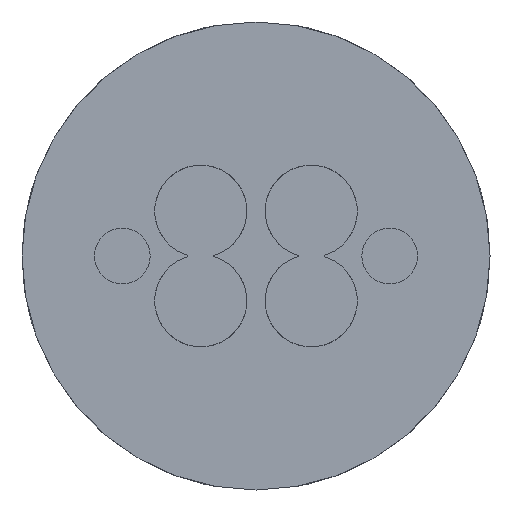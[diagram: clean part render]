
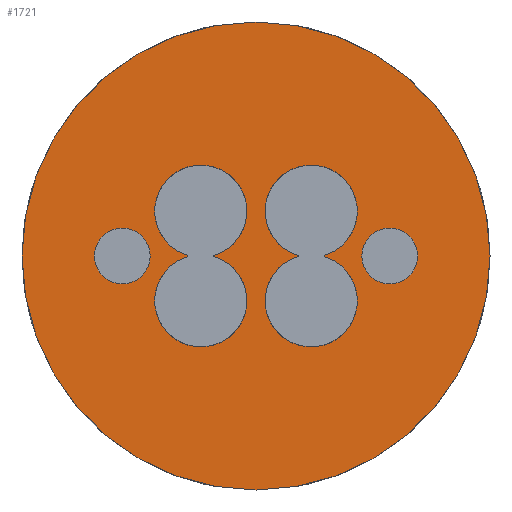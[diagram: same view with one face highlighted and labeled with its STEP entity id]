
A CAD part, left-side view. The second image highlights one B-rep face of the part: STEP entity #1721.
In plain terms, the highlighted planar face has unit normal (-1, 0, 0).
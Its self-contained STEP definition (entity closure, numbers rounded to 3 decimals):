
#43=CARTESIAN_POINT('',(0.,0.,0.));
#44=DIRECTION('',(1.,0.,0.));
#45=DIRECTION('',(0.,0.,1.));
#46=AXIS2_PLACEMENT_3D('',#43,#44,#45);
#52=CARTESIAN_POINT('',(0.,0.,0.));
#53=DIRECTION('',(1.,0.,0.));
#54=DIRECTION('',(0.,0.,-1.));
#55=AXIS2_PLACEMENT_3D('',#52,#53,#54);
#60=CARTESIAN_POINT('',(0.,20.,0.));
#61=DIRECTION('',(-1.,0.,0.));
#62=DIRECTION('',(0.,0.,1.));
#63=AXIS2_PLACEMENT_3D('',#60,#61,#62);
#68=CARTESIAN_POINT('',(0.,20.,0.));
#69=DIRECTION('',(-1.,0.,0.));
#70=DIRECTION('',(0.,0.,-1.));
#71=AXIS2_PLACEMENT_3D('',#68,#69,#70);
#76=CARTESIAN_POINT('',(0.,-20.,0.));
#77=DIRECTION('',(-1.,0.,0.));
#78=DIRECTION('',(0.,0.,1.));
#79=AXIS2_PLACEMENT_3D('',#76,#77,#78);
#84=CARTESIAN_POINT('',(0.,-20.,0.));
#85=DIRECTION('',(-1.,0.,0.));
#86=DIRECTION('',(0.,0.,-1.));
#87=AXIS2_PLACEMENT_3D('',#84,#85,#86);
#92=CARTESIAN_POINT('',(0.,6.223,0.));
#93=DIRECTION('',(-1.,0.,0.));
#94=DIRECTION('',(0.,0.29,0.957));
#95=AXIS2_PLACEMENT_3D('',#92,#93,#94);
#100=CARTESIAN_POINT('',(0.,8.25,6.7));
#101=DIRECTION('',(-1.,0.,0.));
#102=DIRECTION('',(0.,-0.29,-0.957));
#103=AXIS2_PLACEMENT_3D('',#100,#101,#102);
#108=CARTESIAN_POINT('',(0.,10.277,0.));
#109=DIRECTION('',(-1.,0.,0.));
#110=DIRECTION('',(0.,-0.29,-0.957));
#111=AXIS2_PLACEMENT_3D('',#108,#109,#110);
#116=CARTESIAN_POINT('',(0.,8.25,-6.7));
#117=DIRECTION('',(-1.,0.,0.));
#118=DIRECTION('',(0.,0.29,0.957));
#119=AXIS2_PLACEMENT_3D('',#116,#117,#118);
#124=CARTESIAN_POINT('',(0.,-6.223,0.));
#125=DIRECTION('',(-1.,0.,0.));
#126=DIRECTION('',(0.,-0.29,-0.957));
#127=AXIS2_PLACEMENT_3D('',#124,#125,#126);
#132=CARTESIAN_POINT('',(0.,-8.25,-6.7));
#133=DIRECTION('',(-1.,0.,0.));
#134=DIRECTION('',(0.,0.29,0.957));
#135=AXIS2_PLACEMENT_3D('',#132,#133,#134);
#140=CARTESIAN_POINT('',(0.,-10.277,0.));
#141=DIRECTION('',(-1.,0.,0.));
#142=DIRECTION('',(0.,0.29,0.957));
#143=AXIS2_PLACEMENT_3D('',#140,#141,#142);
#148=CARTESIAN_POINT('',(0.,-8.25,6.7));
#149=DIRECTION('',(-1.,0.,0.));
#150=DIRECTION('',(0.,-0.29,-0.957));
#151=AXIS2_PLACEMENT_3D('',#148,#149,#150);
#1430=CARTESIAN_POINT('',(0.,0.,35.));
#1431=CARTESIAN_POINT('',(0.,0.,-35.));
#1432=VERTEX_POINT('',#1430);
#1433=VERTEX_POINT('',#1431);
#1494=CARTESIAN_POINT('',(0.,20.,4.175));
#1495=CARTESIAN_POINT('',(0.,20.,-4.175));
#1496=VERTEX_POINT('',#1494);
#1497=VERTEX_POINT('',#1495);
#1498=CARTESIAN_POINT('',(0.,-20.,4.175));
#1499=CARTESIAN_POINT('',(0.,-20.,-4.175));
#1500=VERTEX_POINT('',#1498);
#1501=VERTEX_POINT('',#1499);
#1519=CARTESIAN_POINT('',(0.,10.248,-0.096));
#1521=VERTEX_POINT('',#1519);
#1523=CARTESIAN_POINT('',(0.,10.248,0.096));
#1525=VERTEX_POINT('',#1523);
#1526=CARTESIAN_POINT('',(0.,6.252,0.096));
#1527=CARTESIAN_POINT('',(0.,6.252,-0.096));
#1528=VERTEX_POINT('',#1526);
#1529=VERTEX_POINT('',#1527);
#1534=CARTESIAN_POINT('',(0.,-6.252,-0.096));
#1535=CARTESIAN_POINT('',(0.,-6.252,0.096));
#1536=VERTEX_POINT('',#1534);
#1537=VERTEX_POINT('',#1535);
#1543=CARTESIAN_POINT('',(0.,-10.248,0.096));
#1545=VERTEX_POINT('',#1543);
#1547=CARTESIAN_POINT('',(0.,-10.248,-0.096));
#1549=VERTEX_POINT('',#1547);
#1678=CARTESIAN_POINT('',(0.,0.,0.));
#1679=DIRECTION('',(1.,0.,0.));
#1680=DIRECTION('',(0.,0.,1.));
#1681=AXIS2_PLACEMENT_3D('',#1678,#1679,#1680);
#1682=PLANE('',#1681);
#1684=ORIENTED_EDGE('',*,*,#1683,.T.);
#1686=ORIENTED_EDGE('',*,*,#1685,.T.);
#1687=EDGE_LOOP('',(#1684,#1686));
#1688=FACE_OUTER_BOUND('',#1687,.F.);
#1690=ORIENTED_EDGE('',*,*,#1689,.T.);
#1692=ORIENTED_EDGE('',*,*,#1691,.T.);
#1693=EDGE_LOOP('',(#1690,#1692));
#1694=FACE_BOUND('',#1693,.F.);
#1696=ORIENTED_EDGE('',*,*,#1695,.T.);
#1698=ORIENTED_EDGE('',*,*,#1697,.T.);
#1699=EDGE_LOOP('',(#1696,#1698));
#1700=FACE_BOUND('',#1699,.F.);
#1702=ORIENTED_EDGE('',*,*,#1701,.F.);
#1704=ORIENTED_EDGE('',*,*,#1703,.T.);
#1706=ORIENTED_EDGE('',*,*,#1705,.F.);
#1708=ORIENTED_EDGE('',*,*,#1707,.T.);
#1709=EDGE_LOOP('',(#1702,#1704,#1706,#1708));
#1710=FACE_BOUND('',#1709,.F.);
#1712=ORIENTED_EDGE('',*,*,#1711,.F.);
#1714=ORIENTED_EDGE('',*,*,#1713,.T.);
#1716=ORIENTED_EDGE('',*,*,#1715,.F.);
#1718=ORIENTED_EDGE('',*,*,#1717,.T.);
#1719=EDGE_LOOP('',(#1712,#1714,#1716,#1718));
#1720=FACE_BOUND('',#1719,.F.);
#47=CIRCLE('',#46,35.);
#56=CIRCLE('',#55,35.);
#64=CIRCLE('',#63,4.175);
#72=CIRCLE('',#71,4.175);
#80=CIRCLE('',#79,4.175);
#88=CIRCLE('',#87,4.175);
#96=CIRCLE('',#95,0.1);
#104=CIRCLE('',#103,6.9);
#112=CIRCLE('',#111,0.1);
#120=CIRCLE('',#119,6.9);
#128=CIRCLE('',#127,0.1);
#136=CIRCLE('',#135,6.9);
#144=CIRCLE('',#143,0.1);
#152=CIRCLE('',#151,6.9);
#1683=EDGE_CURVE('',#1432,#1433,#47,.T.);
#1685=EDGE_CURVE('',#1433,#1432,#56,.T.);
#1689=EDGE_CURVE('',#1496,#1497,#64,.T.);
#1691=EDGE_CURVE('',#1497,#1496,#72,.T.);
#1695=EDGE_CURVE('',#1500,#1501,#80,.T.);
#1697=EDGE_CURVE('',#1501,#1500,#88,.T.);
#1701=EDGE_CURVE('',#1528,#1529,#96,.T.);
#1703=EDGE_CURVE('',#1528,#1525,#104,.T.);
#1705=EDGE_CURVE('',#1521,#1525,#112,.T.);
#1707=EDGE_CURVE('',#1521,#1529,#120,.T.);
#1711=EDGE_CURVE('',#1536,#1537,#128,.T.);
#1713=EDGE_CURVE('',#1536,#1549,#136,.T.);
#1715=EDGE_CURVE('',#1545,#1549,#144,.T.);
#1717=EDGE_CURVE('',#1545,#1537,#152,.T.);
#1721=ADVANCED_FACE('',(#1688,#1694,#1700,#1710,#1720),#1682,.F.);
